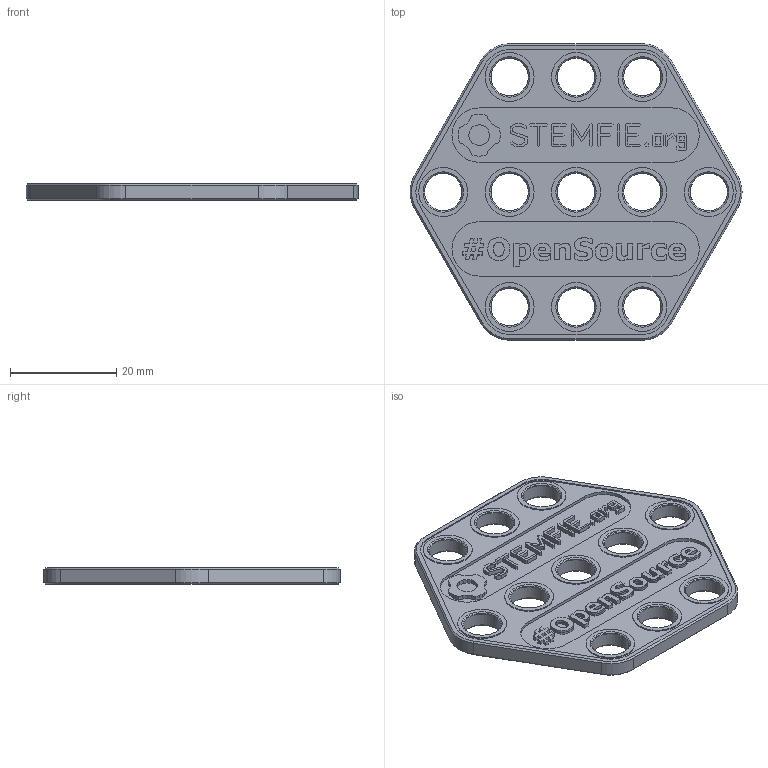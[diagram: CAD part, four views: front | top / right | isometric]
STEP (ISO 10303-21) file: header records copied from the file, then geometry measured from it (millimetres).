
FILE_DESCRIPTION(('FreeCAD Model'),'2;1');
FILE_NAME('Open CASCADE Shape Model','2023-01-10T20:17:36',(''),(''), 'Open CASCADE STEP processor 7.6','FreeCAD','Unknown');
FILE_SCHEMA(('AUTOMOTIVE_DESIGN { 1 0 10303 214 1 1 1 1 }'));
Products named in the file (1): Sign URL PLT HEX BU05x00.25 - SPN-SGN-0027 (stemfie.org)
Bounding box: 62.5 x 55.8 x 3.12 mm (x, y, z)
Volume: 6251.7 mm3; surface area: 6276 mm2
Topology: 1 solids, 1 shells, 824 faces, 2106 edges, 1330 vertices
Faces by surface type: extrusion 364, plane 361, cone 61, cylinder 38
Full cylindrical faces by diameter (mm): 7 x11, 9.2 x11
Entity records: 57544 total; most frequent: CARTESIAN_POINT 17526, DIRECTION 6158, VECTOR 4849, LINE 4485, ORIENTED_EDGE 4212, PCURVE 4212, DEFINITIONAL_REPRESENTATION 4212, EDGE_CURVE 2106
